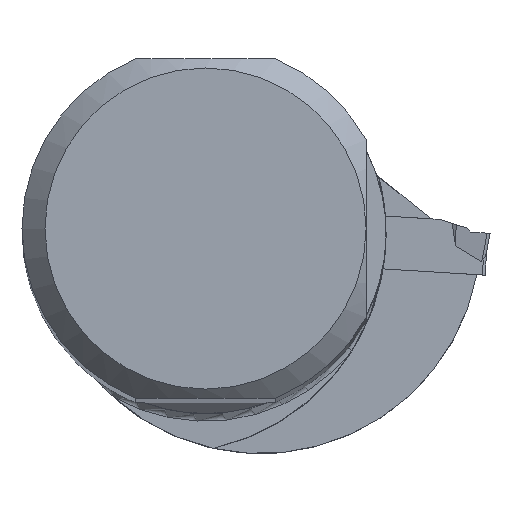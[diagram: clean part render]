
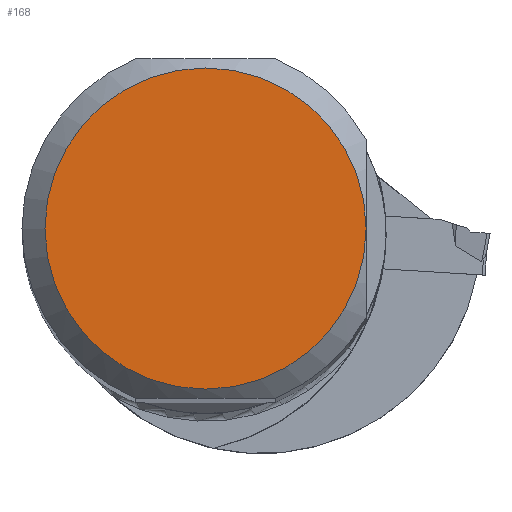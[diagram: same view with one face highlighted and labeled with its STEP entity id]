
A CAD part, top view. The second image highlights one B-rep face of the part: STEP entity #168.
In plain terms, the highlighted planar face has unit normal (0, 0, 1).
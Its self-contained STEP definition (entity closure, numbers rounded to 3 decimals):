
#168=ADVANCED_FACE('',(#274),#224,.F.);
#224=PLANE('',#1489);
#274=FACE_OUTER_BOUND('',#344,.T.);
#344=EDGE_LOOP('',(#746));
#404=CIRCLE('',#1476,17.5);
#746=ORIENTED_EDGE('',*,*,#1195,.T.);
#1036=VERTEX_POINT('',#2043);
#1195=EDGE_CURVE('',#1036,#1036,#404,.T.);
#1476=AXIS2_PLACEMENT_3D('',#2127,#1653,#1654);
#1489=AXIS2_PLACEMENT_3D('',#2161,#1679,#1680);
#1653=DIRECTION('',(0.,0.,1.));
#1654=DIRECTION('',(0.,1.,0.));
#1679=DIRECTION('',(0.,0.,-1.));
#1680=DIRECTION('',(0.,1.,0.));
#2043=CARTESIAN_POINT('',(17.5,0.,0.));
#2127=CARTESIAN_POINT('',(0.,0.,0.));
#2161=CARTESIAN_POINT('',(0.,0.,0.));
